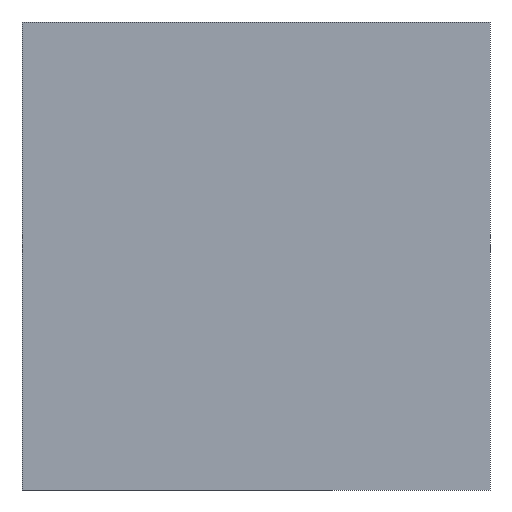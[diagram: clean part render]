
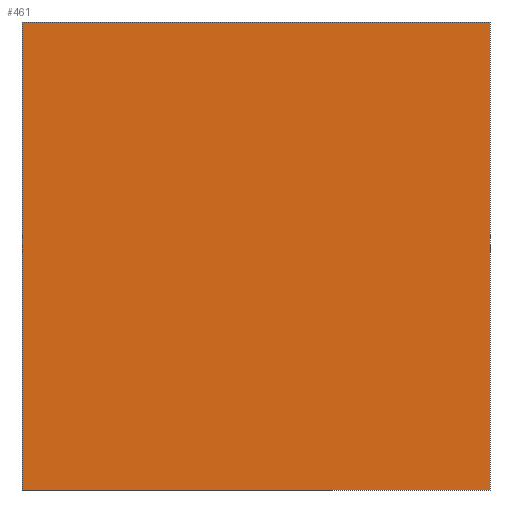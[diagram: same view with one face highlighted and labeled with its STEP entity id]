
A CAD part, front view. The second image highlights one B-rep face of the part: STEP entity #461.
In plain terms, the highlighted planar face has unit normal (0, -1, 0).
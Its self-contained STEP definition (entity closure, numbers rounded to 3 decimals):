
#49=FACE_OUTER_BOUND('',#73,.T.);
#73=EDGE_LOOP('',(#416,#417,#418,#419));
#121=LINE('',#756,#173);
#125=LINE('',#762,#177);
#127=LINE('',#766,#179);
#129=LINE('',#769,#181);
#173=VECTOR('',#622,10.);
#177=VECTOR('',#628,10.);
#179=VECTOR('',#632,10.);
#181=VECTOR('',#636,10.);
#221=VERTEX_POINT('',#754);
#222=VERTEX_POINT('',#755);
#223=VERTEX_POINT('',#761);
#224=VERTEX_POINT('',#765);
#281=EDGE_CURVE('',#221,#222,#121,.T.);
#285=EDGE_CURVE('',#223,#221,#125,.T.);
#287=EDGE_CURVE('',#224,#223,#127,.T.);
#289=EDGE_CURVE('',#222,#224,#129,.T.);
#416=ORIENTED_EDGE('',*,*,#289,.F.);
#417=ORIENTED_EDGE('',*,*,#281,.F.);
#418=ORIENTED_EDGE('',*,*,#285,.F.);
#419=ORIENTED_EDGE('',*,*,#287,.F.);
#439=PLANE('',#516);
#461=ADVANCED_FACE('',(#49),#439,.F.);
#516=AXIS2_PLACEMENT_3D('',#771,#639,#640);
#622=DIRECTION('',(-1.,0.,0.));
#628=DIRECTION('',(0.,0.,-1.));
#632=DIRECTION('',(1.,0.,0.));
#636=DIRECTION('',(0.,0.,1.));
#639=DIRECTION('center_axis',(0.,1.,0.));
#640=DIRECTION('ref_axis',(0.,0.,1.));
#754=CARTESIAN_POINT('',(9.,0.,-9.));
#755=CARTESIAN_POINT('',(-9.,0.,-9.));
#756=CARTESIAN_POINT('',(9.,0.,-9.));
#761=CARTESIAN_POINT('',(9.,0.,9.));
#762=CARTESIAN_POINT('',(9.,0.,9.));
#765=CARTESIAN_POINT('',(-9.,0.,9.));
#766=CARTESIAN_POINT('',(-9.,0.,9.));
#769=CARTESIAN_POINT('',(-9.,0.,-9.));
#771=CARTESIAN_POINT('Origin',(0.,0.,0.));
